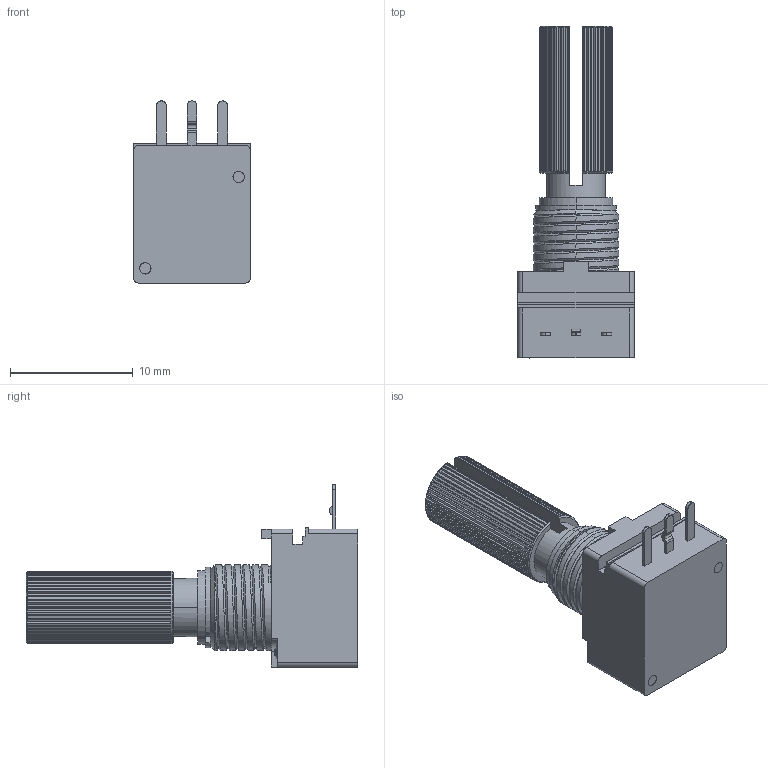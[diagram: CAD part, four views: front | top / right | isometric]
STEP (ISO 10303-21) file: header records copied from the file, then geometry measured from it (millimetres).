
FILE_DESCRIPTION(('CAx-IF Rec.Pracs.---Model Styling and Organization---1.5---2016-08-15','CAx-IF Rec.Pracs.---Geometric and Assembly Validation Properties---4.4---2016-08-17','CAx-IF Rec.Pracs.---User Defined Attributes---1.5---2016-08-15','CAx-IF Rec.Pracs.---External References---2.1---2005-01-19'),'2;1');
FILE_NAME('17214980.step','2025-09-23T22:22:58',('Unspecified'),('Unspecified'),'CAD Exchanger 3.10.2 (cadexchanger.com)','Unspecified','');
FILE_SCHEMA(('AUTOMOTIVE_DESIGN { 1 0 10303 214 1 1 1 1 }'));
Length unit declared in the file: millimetre
Products named in the file (1): P091N-2QC20BR10K
Bounding box: 9.5 x 27.05 x 14.85 mm (x, y, z)
Volume: 1248.8 mm3; surface area: 1514.5 mm2
Topology: 1 solids, 1 shells, 350 faces, 1039 edges, 701 vertices
Faces by surface type: plane 226, cone 64, cylinder 53, bspline 7
Entity records: 14209 total; most frequent: CARTESIAN_POINT 4813, ORIENTED_EDGE 2078, DIRECTION 1695, EDGE_CURVE 1039, VERTEX_POINT 701, LINE 575, VECTOR 575, AXIS2_PLACEMENT_3D 560
